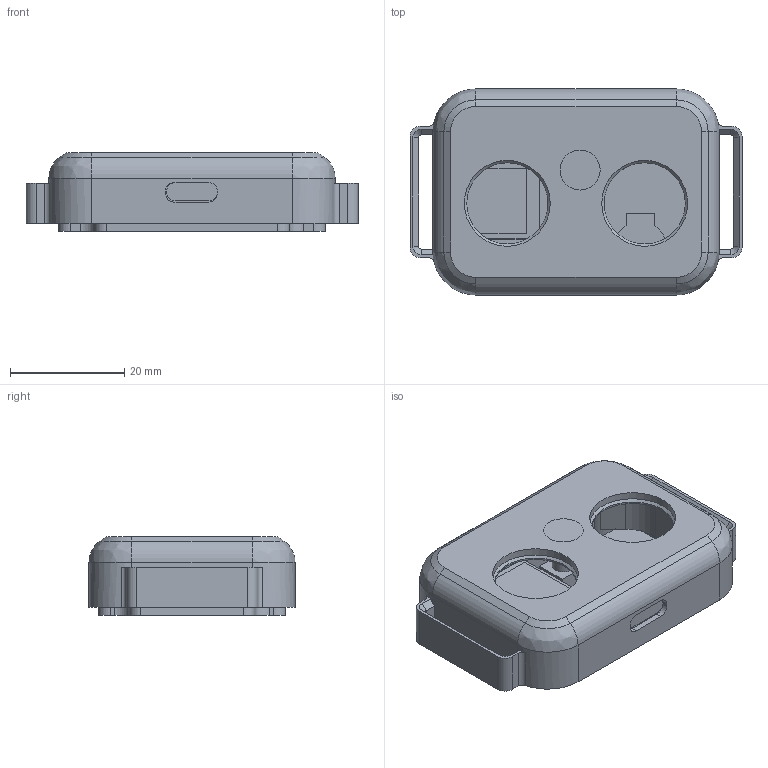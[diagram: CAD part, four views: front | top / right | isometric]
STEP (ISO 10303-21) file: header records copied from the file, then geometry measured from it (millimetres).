
FILE_DESCRIPTION(/* description */ (''),/* implementation_level */ '2;1');
FILE_NAME(/* name */ 'FlatShocker.step',/* time_stamp */ '2025-08-14T19:07:22+02:00',/* author */ (''),/* organization */ (''),/* preprocessor_version */ 'ST-DEVELOPER v20.1',/* originating_system */ 'Autodesk Translation Framework v14.10.0.0',/* authorisation */ '');
FILE_SCHEMA (('AUTOMOTIVE_DESIGN { 1 0 10303 214 3 1 1 }'));
Length unit declared in the file: millimetre
Products named in the file (1): FlatShocker
Bounding box: 58 x 36 x 13.8 mm (x, y, z)
Volume: 12978.5 mm3; surface area: 11911.1 mm2
Topology: 5 solids, 5 shells, 255 faces, 662 edges, 428 vertices
Faces by surface type: plane 163, cylinder 74, cone 12, bspline 6
Full cylindrical faces by diameter (mm): 2.2 x4, 4 x2, 5 x2, 7 x1, 14.2 x2, 15 x2
Entity records: 7823 total; most frequent: CARTESIAN_POINT 1388, DIRECTION 1338, ORIENTED_EDGE 1324, EDGE_CURVE 662, LINE 486, VECTOR 486, VERTEX_POINT 428, AXIS2_PLACEMENT_3D 426
